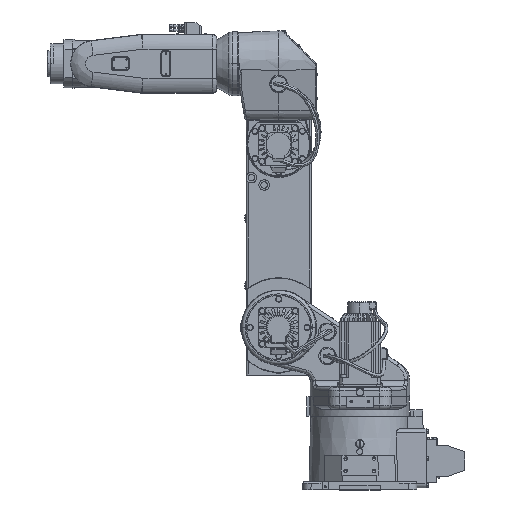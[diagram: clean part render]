
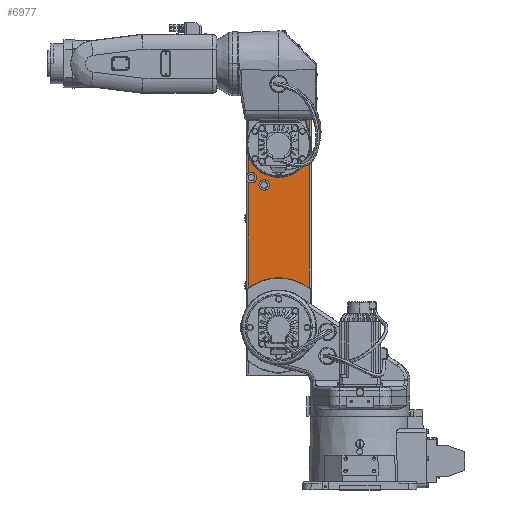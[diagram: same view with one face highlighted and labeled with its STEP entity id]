
A CAD part, top view. The second image highlights one B-rep face of the part: STEP entity #6977.
In plain terms, the highlighted planar face has unit normal (0, 0, 1).
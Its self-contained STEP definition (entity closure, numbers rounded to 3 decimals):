
#1262=DIRECTION('',(0.,-1.,0.));
#1263=VECTOR('',#1262,3.2);
#1264=CARTESIAN_POINT('',(-75.,533.2,-93.5));
#1265=LINE('',#1264,#1263);
#1304=CARTESIAN_POINT('',(-67.493,369.565,-93.5));
#1305=DIRECTION('',(0.,0.,1.));
#1306=DIRECTION('',(-0.577,-0.816,0.));
#1307=AXIS2_PLACEMENT_3D('',#1304,#1305,#1306);
#1309=CARTESIAN_POINT('',(-67.493,369.565,-93.5));
#1310=DIRECTION('',(0.,0.,1.));
#1311=DIRECTION('',(1.,0.,0.));
#1312=AXIS2_PLACEMENT_3D('',#1309,#1310,#1311);
#1314=DIRECTION('',(0.,1.,0.));
#1315=VECTOR('',#1314,149.821);
#1316=CARTESIAN_POINT('',(-75.,380.179,-93.5));
#1317=LINE('',#1316,#1315);
#1318=DIRECTION('',(1.,0.,0.));
#1319=VECTOR('',#1318,70.5);
#1320=CARTESIAN_POINT('',(-75.,533.2,-93.5));
#1321=LINE('',#1320,#1319);
#1322=DIRECTION('',(0.,-1.,0.));
#1323=VECTOR('',#1322,3.2);
#1324=CARTESIAN_POINT('',(-4.5,533.2,-93.5));
#1325=LINE('',#1324,#1323);
#1326=DIRECTION('',(1.,0.,0.));
#1327=VECTOR('',#1326,9.);
#1328=CARTESIAN_POINT('',(-4.5,530.,-93.5));
#1329=LINE('',#1328,#1327);
#1330=DIRECTION('',(1.,0.,0.));
#1331=VECTOR('',#1330,70.5);
#1332=CARTESIAN_POINT('',(4.5,533.2,-93.5));
#1333=LINE('',#1332,#1331);
#1334=DIRECTION('',(0.,-1.,0.));
#1335=VECTOR('',#1334,432.512);
#1336=CARTESIAN_POINT('',(75.,530.,-93.5));
#1337=LINE('',#1336,#1335);
#1338=CARTESIAN_POINT('',(0.,0.,-93.5));
#1339=DIRECTION('',(0.,0.,1.));
#1340=DIRECTION('',(0.61,0.793,0.));
#1341=AXIS2_PLACEMENT_3D('',#1338,#1339,#1340);
#1343=DIRECTION('',(0.,1.,0.));
#1344=VECTOR('',#1343,261.464);
#1345=CARTESIAN_POINT('',(-75.,97.488,-93.5));
#1346=LINE('',#1345,#1344);
#1361=CARTESIAN_POINT('',(-35.912,351.332,-93.5));
#1362=DIRECTION('',(0.,0.,1.));
#1363=DIRECTION('',(-1.,0.,0.));
#1364=AXIS2_PLACEMENT_3D('',#1361,#1362,#1363);
#1366=CARTESIAN_POINT('',(-35.912,351.332,-93.5));
#1367=DIRECTION('',(0.,0.,1.));
#1368=DIRECTION('',(1.,0.,0.));
#1369=AXIS2_PLACEMENT_3D('',#1366,#1367,#1368);
#1571=DIRECTION('',(0.,-1.,0.));
#1572=VECTOR('',#1571,3.2);
#1573=CARTESIAN_POINT('',(4.5,533.2,-93.5));
#1574=LINE('',#1573,#1572);
#1875=DIRECTION('',(0.,1.,0.));
#1876=VECTOR('',#1875,3.2);
#1877=CARTESIAN_POINT('',(75.,530.,-93.5));
#1878=LINE('',#1877,#1876);
#4319=CARTESIAN_POINT('',(75.,97.488,-93.5));
#4320=CARTESIAN_POINT('',(-75.,97.488,-93.5));
#4321=VERTEX_POINT('',#4319);
#4322=VERTEX_POINT('',#4320);
#4329=CARTESIAN_POINT('',(-4.5,533.2,-93.5));
#4331=VERTEX_POINT('',#4329);
#4332=CARTESIAN_POINT('',(-75.,533.2,-93.5));
#4333=VERTEX_POINT('',#4332);
#4354=CARTESIAN_POINT('',(75.,533.2,-93.5));
#4355=VERTEX_POINT('',#4354);
#4356=CARTESIAN_POINT('',(4.5,533.2,-93.5));
#4357=VERTEX_POINT('',#4356);
#5108=CARTESIAN_POINT('',(-4.5,530.,-93.5));
#5110=VERTEX_POINT('',#5108);
#5112=CARTESIAN_POINT('',(4.5,530.,-93.5));
#5114=VERTEX_POINT('',#5112);
#5214=CARTESIAN_POINT('',(75.,530.,-93.5));
#5215=VERTEX_POINT('',#5214);
#5216=CARTESIAN_POINT('',(-75.,530.,-93.5));
#5217=VERTEX_POINT('',#5216);
#5482=CARTESIAN_POINT('',(-75.,380.179,-93.5));
#5484=VERTEX_POINT('',#5482);
#5487=CARTESIAN_POINT('',(-75.,358.952,-93.5));
#5489=VERTEX_POINT('',#5487);
#5490=CARTESIAN_POINT('',(-54.493,369.565,-93.5));
#5491=VERTEX_POINT('',#5490);
#5504=CARTESIAN_POINT('',(-48.912,351.332,-93.5));
#5505=CARTESIAN_POINT('',(-22.912,351.332,-93.5));
#5506=VERTEX_POINT('',#5504);
#5507=VERTEX_POINT('',#5505);
#6942=CARTESIAN_POINT('',(0.,313.744,-93.5));
#6943=DIRECTION('',(0.,0.,1.));
#6944=DIRECTION('',(1.,0.,0.));
#6945=AXIS2_PLACEMENT_3D('',#6942,#6943,#6944);
#6946=PLANE('',#6945);
#6948=ORIENTED_EDGE('',*,*,#6947,.T.);
#6949=ORIENTED_EDGE('',*,*,#6930,.T.);
#6950=ORIENTED_EDGE('',*,*,#6902,.T.);
#6951=ORIENTED_EDGE('',*,*,#6900,.F.);
#6953=ORIENTED_EDGE('',*,*,#6952,.T.);
#6955=ORIENTED_EDGE('',*,*,#6954,.T.);
#6957=ORIENTED_EDGE('',*,*,#6956,.T.);
#6959=ORIENTED_EDGE('',*,*,#6958,.F.);
#6961=ORIENTED_EDGE('',*,*,#6960,.T.);
#6963=ORIENTED_EDGE('',*,*,#6962,.F.);
#6965=ORIENTED_EDGE('',*,*,#6964,.T.);
#6967=ORIENTED_EDGE('',*,*,#6966,.T.);
#6968=ORIENTED_EDGE('',*,*,#6877,.T.);
#6969=EDGE_LOOP('',(#6948,#6949,#6950,#6951,#6953,#6955,#6957,#6959,#6961,#6963,
#6965,#6967,#6968));
#6970=FACE_OUTER_BOUND('',#6969,.F.);
#6972=ORIENTED_EDGE('',*,*,#6971,.T.);
#6974=ORIENTED_EDGE('',*,*,#6973,.T.);
#6975=EDGE_LOOP('',(#6972,#6974));
#6976=FACE_BOUND('',#6975,.F.);
#6977=ADVANCED_FACE('',(#6970,#6976),#6946,.T.);
#1308=CIRCLE('',#1307,13.);
#1313=CIRCLE('',#1312,13.);
#1342=CIRCLE('',#1341,123.);
#1365=CIRCLE('',#1364,13.);
#1370=CIRCLE('',#1369,13.);
#6877=EDGE_CURVE('',#4322,#5489,#1346,.T.);
#6900=EDGE_CURVE('',#4333,#5217,#1265,.T.);
#6902=EDGE_CURVE('',#5484,#5217,#1317,.T.);
#6930=EDGE_CURVE('',#5491,#5484,#1313,.T.);
#6947=EDGE_CURVE('',#5489,#5491,#1308,.T.);
#6952=EDGE_CURVE('',#4333,#4331,#1321,.T.);
#6954=EDGE_CURVE('',#4331,#5110,#1325,.T.);
#6956=EDGE_CURVE('',#5110,#5114,#1329,.T.);
#6958=EDGE_CURVE('',#4357,#5114,#1574,.T.);
#6960=EDGE_CURVE('',#4357,#4355,#1333,.T.);
#6962=EDGE_CURVE('',#5215,#4355,#1878,.T.);
#6964=EDGE_CURVE('',#5215,#4321,#1337,.T.);
#6966=EDGE_CURVE('',#4321,#4322,#1342,.T.);
#6971=EDGE_CURVE('',#5506,#5507,#1365,.T.);
#6973=EDGE_CURVE('',#5507,#5506,#1370,.T.);
